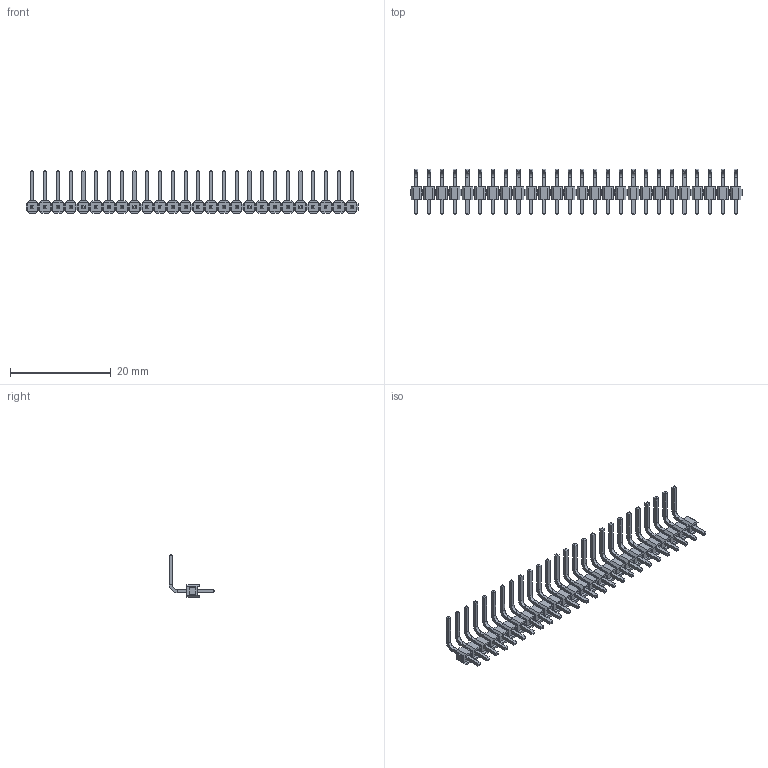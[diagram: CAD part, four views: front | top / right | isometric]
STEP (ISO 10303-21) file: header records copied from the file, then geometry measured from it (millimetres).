
FILE_DESCRIPTION (( 'STEP AP214' ), '1' );
FILE_NAME ('PLSRU-26.STEP', '2019-06-28T15:11:52', ( '' ), ( '' ), 'SwSTEP 2.0', 'SolidWorks 2018', '' );
FILE_SCHEMA (( 'AUTOMOTIVE_DESIGN' ));
Length unit declared in the file: millimetre
Products named in the file (1): PLSRU-26
Bounding box: 66.04 x 9.07 x 8.54 mm (x, y, z)
Volume: 441.1 mm3; surface area: 1781.3 mm2
Topology: 52 solids, 52 shells, 1326 faces, 2912 edges, 1768 vertices
Faces by surface type: plane 1274, cylinder 52
Entity records: 50079 total; most frequent: CARTESIAN_POINT 6007, ORIENTED_EDGE 5824, DIRECTION 5670, EDGE_CURVE 2912, LINE 2808, VECTOR 2808, VERTEX_POINT 1768, AXIS2_PLACEMENT_3D 1431
